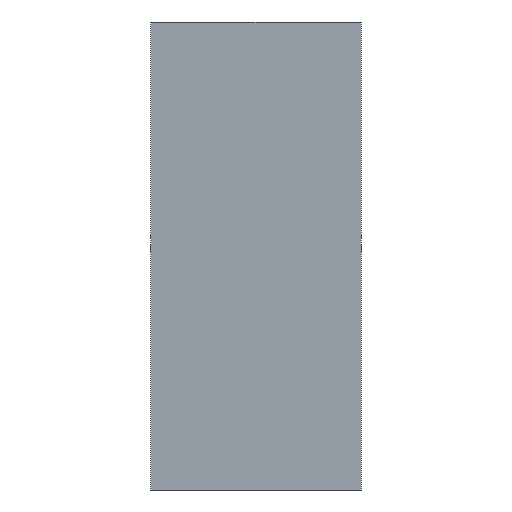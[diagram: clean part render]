
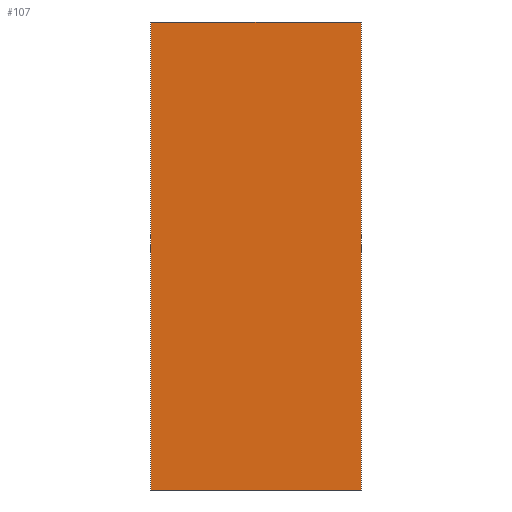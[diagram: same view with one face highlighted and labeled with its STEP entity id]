
A CAD part, left-side view. The second image highlights one B-rep face of the part: STEP entity #107.
In plain terms, the highlighted planar face has unit normal (-1, 0, 0).
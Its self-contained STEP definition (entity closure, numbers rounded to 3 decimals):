
#1 = CARTESIAN_POINT ( 'NONE',  ( 0., 0., 50. ) ) ;
#9 = EDGE_CURVE ( 'NONE', #66, #246, #13, .T. ) ;
#13 = LINE ( 'NONE', #175, #138 ) ;
#20 = EDGE_CURVE ( 'NONE', #67, #75, #53, .T. ) ;
#42 = CARTESIAN_POINT ( 'NONE',  ( 0., 0., 50. ) ) ;
#43 = CARTESIAN_POINT ( 'NONE',  ( 0., 0., 50. ) ) ;
#53 = LINE ( 'NONE', #232, #83 ) ;
#55 = ORIENTED_EDGE ( 'NONE', *, *, #100, .F. ) ;
#66 = VERTEX_POINT ( 'NONE', #135 ) ;
#67 = VERTEX_POINT ( 'NONE', #96 ) ;
#75 = VERTEX_POINT ( 'NONE', #43 ) ;
#76 = DIRECTION ( 'NONE',  ( 1., 0., 0. ) ) ;
#83 = VECTOR ( 'NONE', #190, 1000. ) ;
#87 = CARTESIAN_POINT ( 'NONE',  ( 0., 0., -50. ) ) ;
#95 = DIRECTION ( 'NONE',  ( 0., 0., -1. ) ) ;
#96 = CARTESIAN_POINT ( 'NONE',  ( 0., 45., 50. ) ) ;
#97 = FACE_OUTER_BOUND ( 'NONE', #210, .T. ) ;
#99 = VECTOR ( 'NONE', #95, 1000. ) ;
#100 = EDGE_CURVE ( 'NONE', #75, #246, #253, .T. ) ;
#107 = ADVANCED_FACE ( 'NONE', ( #97 ), #182, .F. ) ;
#112 = DIRECTION ( 'NONE',  ( 0., -1., 0. ) ) ;
#121 = DIRECTION ( 'NONE',  ( 0., 0., -1. ) ) ;
#135 = CARTESIAN_POINT ( 'NONE',  ( 0., 45., -50. ) ) ;
#138 = VECTOR ( 'NONE', #112, 1000. ) ;
#146 = LINE ( 'NONE', #238, #212 ) ;
#166 = ORIENTED_EDGE ( 'NONE', *, *, #9, .T. ) ;
#168 = ORIENTED_EDGE ( 'NONE', *, *, #20, .F. ) ;
#175 = CARTESIAN_POINT ( 'NONE',  ( 0., 0., -50. ) ) ;
#179 = DIRECTION ( 'NONE',  ( 0., 0., -1. ) ) ;
#182 = PLANE ( 'NONE',  #244 ) ;
#190 = DIRECTION ( 'NONE',  ( 0., -1., 0. ) ) ;
#196 = ORIENTED_EDGE ( 'NONE', *, *, #242, .T. ) ;
#210 = EDGE_LOOP ( 'NONE', ( #166, #55, #168, #196 ) ) ;
#212 = VECTOR ( 'NONE', #121, 1000. ) ;
#232 = CARTESIAN_POINT ( 'NONE',  ( 0., 0., 50. ) ) ;
#238 = CARTESIAN_POINT ( 'NONE',  ( 0., 45., 50. ) ) ;
#242 = EDGE_CURVE ( 'NONE', #67, #66, #146, .T. ) ;
#244 = AXIS2_PLACEMENT_3D ( 'NONE', #42, #76, #179 ) ;
#246 = VERTEX_POINT ( 'NONE', #87 ) ;
#253 = LINE ( 'NONE', #1, #99 ) ;
